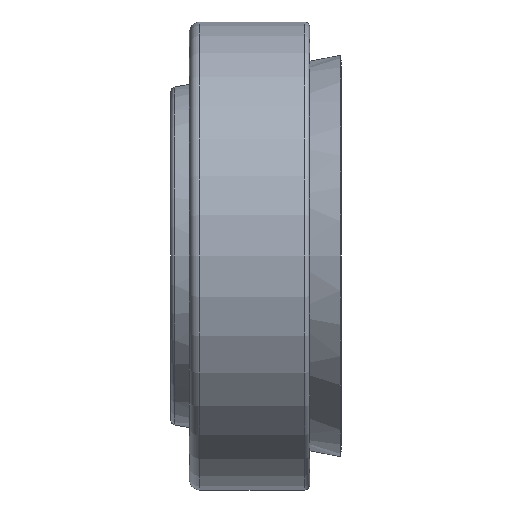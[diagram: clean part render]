
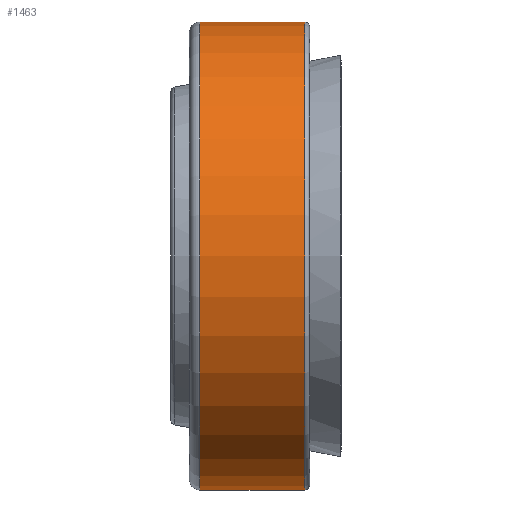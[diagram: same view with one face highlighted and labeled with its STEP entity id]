
A CAD part, front view. The second image highlights one B-rep face of the part: STEP entity #1463.
In plain terms, the highlighted cylindrical face has radius 29.369 mm (diameter 58.737 mm), a partial arc.
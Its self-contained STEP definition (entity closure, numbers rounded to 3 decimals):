
#1463=ADVANCED_FACE('',(#2929),#2930,.T.);
#2929=FACE_OUTER_BOUND('',#4403,.T.);
#2930=CYLINDRICAL_SURFACE('',#4404,29.369);
#4403=EDGE_LOOP('',(#8483,#8484,#8485,#8486));
#4404=AXIS2_PLACEMENT_3D('',#8487,#8488,#8489);
#8483=ORIENTED_EDGE('',*,*,#9415,.T.);
#8484=ORIENTED_EDGE('',*,*,#10095,.F.);
#8485=ORIENTED_EDGE('',*,*,#9417,.T.);
#8486=ORIENTED_EDGE('',*,*,#10093,.T.);
#8487=CARTESIAN_POINT('',(8.162,0.0,0.0));
#8488=DIRECTION('',(-1.0,0.0,0.0));
#8489=DIRECTION('',(0.0,0.,1.0));
#9415=EDGE_CURVE('',#11428,#11419,#11429,.T.);
#9417=EDGE_CURVE('',#11422,#11430,#11432,.T.);
#10093=EDGE_CURVE('',#11430,#11428,#12434,.T.);
#10095=EDGE_CURVE('',#11422,#11419,#12436,.T.);
#11419=VERTEX_POINT('',#14260);
#11422=VERTEX_POINT('',#14263);
#11428=VERTEX_POINT('',#14269);
#11429=LINE('',#14270,#14271);
#11430=VERTEX_POINT('',#14272);
#11432=LINE('',#14274,#14275);
#12434=CIRCLE('',#15727,29.369);
#12436=CIRCLE('',#15729,29.369);
#14260=CARTESIAN_POINT('',(1.575,0.,29.369));
#14263=CARTESIAN_POINT('',(1.575,0.,-29.369));
#14269=CARTESIAN_POINT('',(14.75,0.,29.369));
#14270=CARTESIAN_POINT('',(8.162,0.,29.369));
#14271=VECTOR('',#16628,1.0);
#14272=CARTESIAN_POINT('',(14.75,0.,-29.369));
#14274=CARTESIAN_POINT('',(8.162,0.,-29.369));
#14275=VECTOR('',#16632,1.0);
#15727=AXIS2_PLACEMENT_3D('',#17206,#17207,#17208);
#15729=AXIS2_PLACEMENT_3D('',#17209,#17210,#17211);
#16628=DIRECTION('',(-1.0,0.0,0.0));
#16632=DIRECTION('',(1.0,-0.0,-0.0));
#17206=CARTESIAN_POINT('',(14.75,0.0,0.0));
#17207=DIRECTION('',(-1.0,0.0,0.0));
#17208=DIRECTION('',(0.0,0.,1.0));
#17209=CARTESIAN_POINT('',(1.575,0.0,0.0));
#17210=DIRECTION('',(-1.0,0.0,0.0));
#17211=DIRECTION('',(0.0,0.,1.0));
